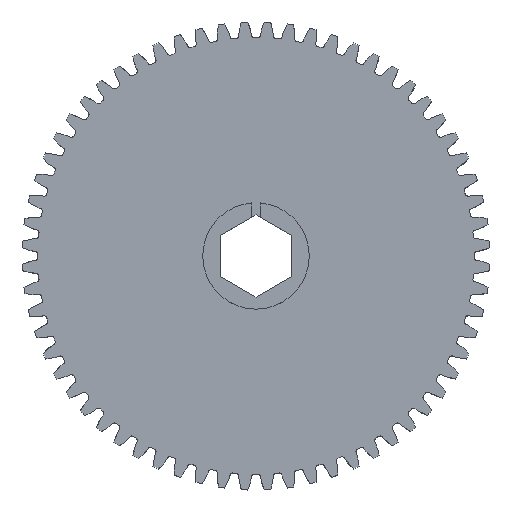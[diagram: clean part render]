
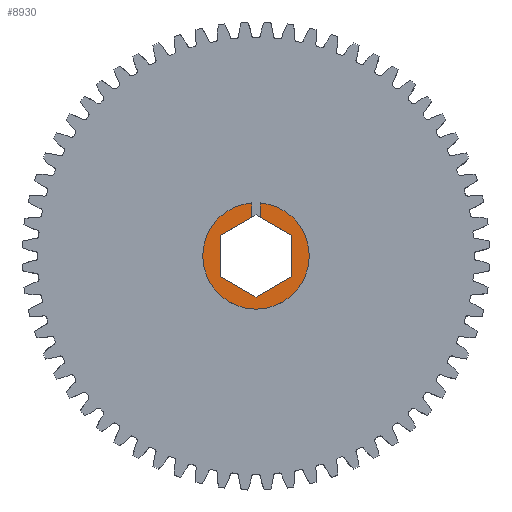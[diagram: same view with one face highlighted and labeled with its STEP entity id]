
A CAD part, top view. The second image highlights one B-rep face of the part: STEP entity #8930.
In plain terms, the highlighted planar face has unit normal (0, 0, 1).
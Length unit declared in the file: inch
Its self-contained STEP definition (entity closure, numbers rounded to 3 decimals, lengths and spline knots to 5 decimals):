
#728 = LINE ( 'NONE', #16924, #12951 ) ;
#898 = CARTESIAN_POINT ( 'NONE',  ( 0.251, -0.14491, 0.249 ) ) ;
#1961 = VECTOR ( 'NONE', #9571, 39.37008 ) ;
#1965 = EDGE_CURVE ( 'NONE', #16016, #8476, #8947, .T. ) ;
#2251 = DIRECTION ( 'NONE',  ( 0., 0., 1. ) ) ;
#2684 = EDGE_CURVE ( 'NONE', #8476, #13276, #21138, .T. ) ;
#2872 = VERTEX_POINT ( 'NONE', #18705 ) ;
#3121 = LINE ( 'NONE', #17618, #5244 ) ;
#3141 = CARTESIAN_POINT ( 'NONE',  ( 0., -0.28983, 0.249 ) ) ;
#3769 = CARTESIAN_POINT ( 'NONE',  ( 0.375, 0., 0.249 ) ) ;
#5244 = VECTOR ( 'NONE', #9490, 39.37008 ) ;
#5802 = ORIENTED_EDGE ( 'NONE', *, *, #1965, .F. ) ;
#6046 = VECTOR ( 'NONE', #24660, 39.37008 ) ;
#6047 = ORIENTED_EDGE ( 'NONE', *, *, #21139, .T. ) ;
#6137 = CARTESIAN_POINT ( 'NONE',  ( -0.251, -0.14491, 0.249 ) ) ;
#6216 = DIRECTION ( 'NONE',  ( 1., 0., 0. ) ) ;
#6813 = CARTESIAN_POINT ( 'NONE',  ( 0., -0.28983, 0.249 ) ) ;
#7425 = PLANE ( 'NONE',  #25668 ) ;
#8013 = CARTESIAN_POINT ( 'NONE',  ( 0.03125, 0.27179, 0.249 ) ) ;
#8038 = CARTESIAN_POINT ( 'NONE',  ( -0.03125, 0.3737, 0.249 ) ) ;
#8476 = VERTEX_POINT ( 'NONE', #898 ) ;
#8780 = DIRECTION ( 'NONE',  ( 0., 0., 1. ) ) ;
#8842 = EDGE_CURVE ( 'NONE', #2872, #24530, #3121, .T. ) ;
#8924 = CARTESIAN_POINT ( 'NONE',  ( 0.251, 0.14491, 0.249 ) ) ;
#8930 = ADVANCED_FACE ( 'NONE', ( #25891 ), #7425, .T. ) ;
#8947 = LINE ( 'NONE', #6813, #6046 ) ;
#9490 = DIRECTION ( 'NONE',  ( 0., -1., 0. ) ) ;
#9569 = EDGE_CURVE ( 'NONE', #24530, #16016, #11682, .T. ) ;
#9571 = DIRECTION ( 'NONE',  ( 0.866, -0.5, 0. ) ) ;
#9668 = EDGE_CURVE ( 'NONE', #14269, #14416, #12970, .T. ) ;
#10246 = EDGE_CURVE ( 'NONE', #23857, #2872, #23816, .T. ) ;
#11013 = CARTESIAN_POINT ( 'NONE',  ( 0.251, -0.14491, 0.249 ) ) ;
#11270 = AXIS2_PLACEMENT_3D ( 'NONE', #24459, #2251, #6216 ) ;
#11445 = EDGE_CURVE ( 'NONE', #16622, #17390, #12521, .T. ) ;
#11557 = CARTESIAN_POINT ( 'NONE',  ( 0., 0.28983, 0.249 ) ) ;
#11682 = LINE ( 'NONE', #19552, #1961 ) ;
#12038 = EDGE_CURVE ( 'NONE', #14269, #23857, #15618, .T. ) ;
#12125 = CIRCLE ( 'NONE', #17683, 0.375 ) ;
#12521 = CIRCLE ( 'NONE', #20216, 0.375 ) ;
#12734 = EDGE_CURVE ( 'NONE', #13276, #14750, #15781, .T. ) ;
#12951 = VECTOR ( 'NONE', #25053, 39.37008 ) ;
#12970 = CIRCLE ( 'NONE', #11270, 0.375 ) ;
#13094 = ORIENTED_EDGE ( 'NONE', *, *, #20972, .F. ) ;
#13276 = VERTEX_POINT ( 'NONE', #8924 ) ;
#13542 = CARTESIAN_POINT ( 'NONE',  ( 0., 0., 0.249 ) ) ;
#13619 = ORIENTED_EDGE ( 'NONE', *, *, #9668, .T. ) ;
#13665 = DIRECTION ( 'NONE',  ( 1., 0., 0. ) ) ;
#14162 = DIRECTION ( 'NONE',  ( -0.866, 0.5, 0. ) ) ;
#14269 = VERTEX_POINT ( 'NONE', #8038 ) ;
#14416 = VERTEX_POINT ( 'NONE', #22077 ) ;
#14651 = VECTOR ( 'NONE', #19620, 39.37008 ) ;
#14750 = VERTEX_POINT ( 'NONE', #8013 ) ;
#14816 = CARTESIAN_POINT ( 'NONE',  ( 0.03125, 0.3737, 0.249 ) ) ;
#15403 = EDGE_LOOP ( 'NONE', ( #16231, #13619, #6047, #24678, #13094, #21322, #18309, #5802, #24396, #15755, #17018 ) ) ;
#15618 = LINE ( 'NONE', #17762, #14651 ) ;
#15755 = ORIENTED_EDGE ( 'NONE', *, *, #8842, .F. ) ;
#15781 = LINE ( 'NONE', #16168, #23637 ) ;
#15968 = VECTOR ( 'NONE', #17949, 39.37008 ) ;
#16016 = VERTEX_POINT ( 'NONE', #3141 ) ;
#16168 = CARTESIAN_POINT ( 'NONE',  ( 0.251, 0.14491, 0.249 ) ) ;
#16231 = ORIENTED_EDGE ( 'NONE', *, *, #12038, .F. ) ;
#16622 = VERTEX_POINT ( 'NONE', #3769 ) ;
#16924 = CARTESIAN_POINT ( 'NONE',  ( 0.03125, 0.08107, 0.249 ) ) ;
#17018 = ORIENTED_EDGE ( 'NONE', *, *, #10246, .F. ) ;
#17390 = VERTEX_POINT ( 'NONE', #14816 ) ;
#17618 = CARTESIAN_POINT ( 'NONE',  ( -0.251, 0.14491, 0.249 ) ) ;
#17683 = AXIS2_PLACEMENT_3D ( 'NONE', #21286, #8780, #25289 ) ;
#17762 = CARTESIAN_POINT ( 'NONE',  ( -0.03125, 0.08107, 0.249 ) ) ;
#17949 = DIRECTION ( 'NONE',  ( -0.866, -0.5, 0. ) ) ;
#18309 = ORIENTED_EDGE ( 'NONE', *, *, #2684, .F. ) ;
#18705 = CARTESIAN_POINT ( 'NONE',  ( -0.251, 0.14491, 0.249 ) ) ;
#19134 = DIRECTION ( 'NONE',  ( 0., 1., 0. ) ) ;
#19311 = CARTESIAN_POINT ( 'NONE',  ( -0.03125, 0.27179, 0.249 ) ) ;
#19552 = CARTESIAN_POINT ( 'NONE',  ( -0.251, -0.14491, 0.249 ) ) ;
#19620 = DIRECTION ( 'NONE',  ( 0., -1., 0. ) ) ;
#19825 = DIRECTION ( 'NONE',  ( 0., 0., 1. ) ) ;
#20216 = AXIS2_PLACEMENT_3D ( 'NONE', #20675, #20798, #22802 ) ;
#20675 = CARTESIAN_POINT ( 'NONE',  ( 0., 0., 0.249 ) ) ;
#20798 = DIRECTION ( 'NONE',  ( 0., 0., 1. ) ) ;
#20972 = EDGE_CURVE ( 'NONE', #14750, #17390, #728, .T. ) ;
#21138 = LINE ( 'NONE', #11013, #23931 ) ;
#21139 = EDGE_CURVE ( 'NONE', #14416, #16622, #12125, .T. ) ;
#21286 = CARTESIAN_POINT ( 'NONE',  ( 0., 0., 0.249 ) ) ;
#21322 = ORIENTED_EDGE ( 'NONE', *, *, #12734, .F. ) ;
#22077 = CARTESIAN_POINT ( 'NONE',  ( -0.375, 0., 0.249 ) ) ;
#22802 = DIRECTION ( 'NONE',  ( 1., 0., 0. ) ) ;
#23637 = VECTOR ( 'NONE', #14162, 39.37008 ) ;
#23816 = LINE ( 'NONE', #11557, #15968 ) ;
#23857 = VERTEX_POINT ( 'NONE', #19311 ) ;
#23931 = VECTOR ( 'NONE', #19134, 39.37008 ) ;
#24396 = ORIENTED_EDGE ( 'NONE', *, *, #9569, .F. ) ;
#24459 = CARTESIAN_POINT ( 'NONE',  ( 0., 0., 0.249 ) ) ;
#24530 = VERTEX_POINT ( 'NONE', #6137 ) ;
#24660 = DIRECTION ( 'NONE',  ( 0.866, 0.5, 0. ) ) ;
#24678 = ORIENTED_EDGE ( 'NONE', *, *, #11445, .T. ) ;
#25053 = DIRECTION ( 'NONE',  ( 0., 1., 0. ) ) ;
#25289 = DIRECTION ( 'NONE',  ( 1., 0., 0. ) ) ;
#25668 = AXIS2_PLACEMENT_3D ( 'NONE', #13542, #19825, #13665 ) ;
#25891 = FACE_OUTER_BOUND ( 'NONE', #15403, .T. ) ;
